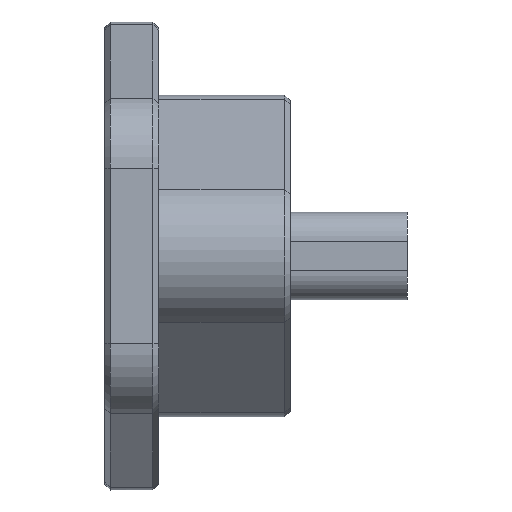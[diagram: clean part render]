
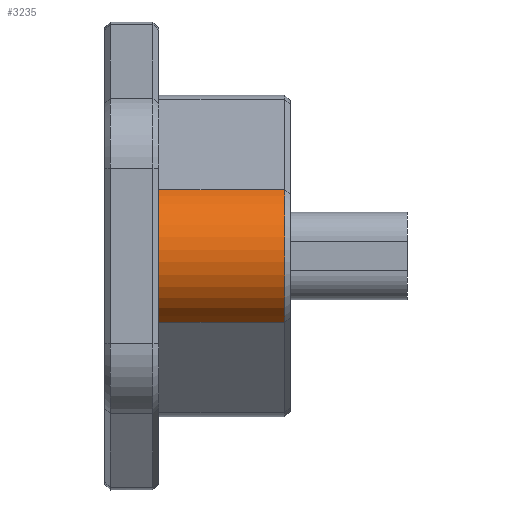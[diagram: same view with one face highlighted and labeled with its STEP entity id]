
A CAD part, left-side view. The second image highlights one B-rep face of the part: STEP entity #3235.
In plain terms, the highlighted cylindrical face has radius 5 mm (diameter 10 mm), a partial arc.
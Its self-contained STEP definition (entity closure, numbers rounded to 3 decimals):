
#61 = AXIS2_PLACEMENT_3D ( 'NONE', #1435, #1464, #1422 ) ;
#94 = AXIS2_PLACEMENT_3D ( 'NONE', #1535, #1517, #1519 ) ;
#399 = VERTEX_POINT ( 'NONE', #608 ) ;
#405 = VERTEX_POINT ( 'NONE', #582 ) ;
#453 = VERTEX_POINT ( 'NONE', #565 ) ;
#465 = VERTEX_POINT ( 'NONE', #571 ) ;
#565 = CARTESIAN_POINT ( 'NONE',  ( -15.104, -12., -4.536 ) ) ;
#571 = CARTESIAN_POINT ( 'NONE',  ( -15.104, -12., 4.536 ) ) ;
#582 = CARTESIAN_POINT ( 'NONE',  ( -15.104, -3.4, 4.536 ) ) ;
#608 = CARTESIAN_POINT ( 'NONE',  ( -15.104, -3.4, -4.536 ) ) ;
#625 = DIRECTION ( 'NONE',  ( 0., 0., 1. ) ) ;
#651 = CARTESIAN_POINT ( 'NONE',  ( -13., -3.4, 0. ) ) ;
#662 = DIRECTION ( 'NONE',  ( 0., 1., 0. ) ) ;
#732 = ORIENTED_EDGE ( 'NONE', *, *, #2339, .F. ) ;
#736 = ORIENTED_EDGE ( 'NONE', *, *, #2429, .T. ) ;
#738 = ORIENTED_EDGE ( 'NONE', *, *, #2845, .T. ) ;
#745 = ORIENTED_EDGE ( 'NONE', *, *, #2406, .F. ) ;
#809 = CIRCLE ( 'NONE', #2642, 5. ) ;
#884 = LINE ( 'NONE', #2085, #902 ) ;
#902 = VECTOR ( 'NONE', #2090, 1000. ) ;
#1422 = DIRECTION ( 'NONE',  ( 0., 0., 1. ) ) ;
#1435 = CARTESIAN_POINT ( 'NONE',  ( -13., -12., 0. ) ) ;
#1464 = DIRECTION ( 'NONE',  ( 0., 1., 0. ) ) ;
#1517 = DIRECTION ( 'NONE',  ( 0., 1., 0. ) ) ;
#1519 = DIRECTION ( 'NONE',  ( 0., 0., 1. ) ) ;
#1535 = CARTESIAN_POINT ( 'NONE',  ( -13., -5.9, 0. ) ) ;
#1924 = CARTESIAN_POINT ( 'NONE',  ( -15.104, -5.9, 4.536 ) ) ;
#1934 = DIRECTION ( 'NONE',  ( 0., 1., 0. ) ) ;
#2085 = CARTESIAN_POINT ( 'NONE',  ( -15.104, -5.9, -4.536 ) ) ;
#2090 = DIRECTION ( 'NONE',  ( 0., 1., 0. ) ) ;
#2163 = FACE_OUTER_BOUND ( 'NONE', #2876, .T. ) ;
#2201 = CYLINDRICAL_SURFACE ( 'NONE', #94, 5. ) ;
#2339 = EDGE_CURVE ( 'NONE', #399, #405, #809, .T. ) ;
#2406 = EDGE_CURVE ( 'NONE', #453, #399, #884, .T. ) ;
#2429 = EDGE_CURVE ( 'NONE', #465, #405, #2942, .T. ) ;
#2642 = AXIS2_PLACEMENT_3D ( 'NONE', #651, #662, #625 ) ;
#2845 = EDGE_CURVE ( 'NONE', #453, #465, #3157, .T. ) ;
#2876 = EDGE_LOOP ( 'NONE', ( #745, #738, #736, #732 ) ) ;
#2911 = VECTOR ( 'NONE', #1934, 1000. ) ;
#2942 = LINE ( 'NONE', #1924, #2911 ) ;
#3157 = CIRCLE ( 'NONE', #61, 5. ) ;
#3235 = ADVANCED_FACE ( 'NONE', ( #2163 ), #2201, .T. ) ;
